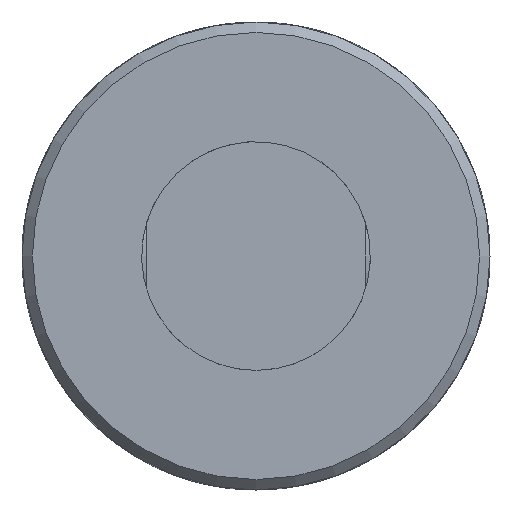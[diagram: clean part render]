
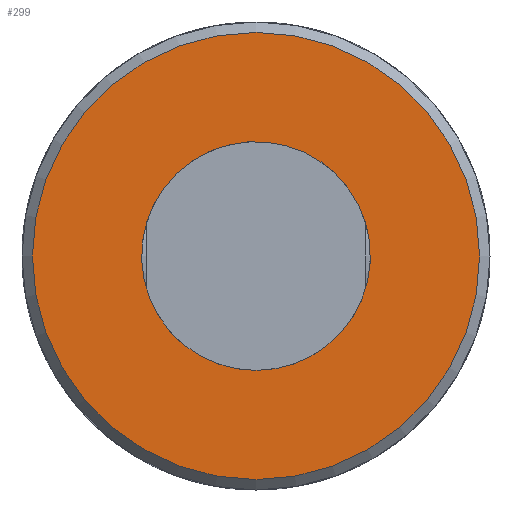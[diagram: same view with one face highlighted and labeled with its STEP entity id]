
A CAD part, left-side view. The second image highlights one B-rep face of the part: STEP entity #299.
In plain terms, the highlighted planar face has unit normal (-1, 0, 0).
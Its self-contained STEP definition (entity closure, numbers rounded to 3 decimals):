
#299 = ADVANCED_FACE( '', ( #589, #590 ), #591, .F. );
#589 = FACE_OUTER_BOUND( '', #869, .T. );
#590 = FACE_BOUND( '', #870, .T. );
#591 = PLANE( '', #871 );
#869 = EDGE_LOOP( '', ( #1398 ) );
#870 = EDGE_LOOP( '', ( #1399 ) );
#871 = AXIS2_PLACEMENT_3D( '', #1400, #1401, #1402 );
#1398 = ORIENTED_EDGE( '', *, *, #1639, .F. );
#1399 = ORIENTED_EDGE( '', *, *, #1587, .T. );
#1400 = CARTESIAN_POINT( '', ( 0., 0., 0. ) );
#1401 = DIRECTION( '', ( 1., 0., 0. ) );
#1402 = DIRECTION( '', ( 0., 0., -1. ) );
#1587 = EDGE_CURVE( '', #1860, #1860, #1861, .T. );
#1639 = EDGE_CURVE( '', #1941, #1941, #1942, .T. );
#1860 = VERTEX_POINT( '', #2635 );
#1861 = CIRCLE( '', #2636, 11. );
#1941 = VERTEX_POINT( '', #3355 );
#1942 = CIRCLE( '', #3356, 21.5 );
#2635 = CARTESIAN_POINT( '', ( 0., 0., -11. ) );
#2636 = AXIS2_PLACEMENT_3D( '', #3597, #3598, #3599 );
#3355 = CARTESIAN_POINT( '', ( 0., 0., -21.5 ) );
#3356 = AXIS2_PLACEMENT_3D( '', #3650, #3651, #3652 );
#3597 = CARTESIAN_POINT( '', ( 0., 0., 0. ) );
#3598 = DIRECTION( '', ( 1., 0., 0. ) );
#3599 = DIRECTION( '', ( 0., 0., -1. ) );
#3650 = CARTESIAN_POINT( '', ( 0., 0., 0. ) );
#3651 = DIRECTION( '', ( 1., 0., 0. ) );
#3652 = DIRECTION( '', ( 0., 0., -1. ) );
